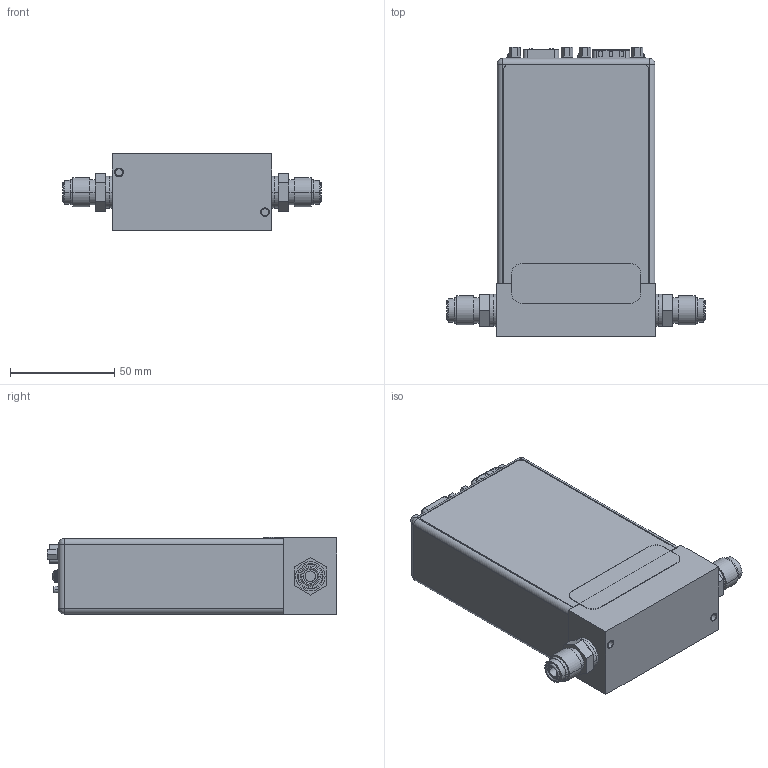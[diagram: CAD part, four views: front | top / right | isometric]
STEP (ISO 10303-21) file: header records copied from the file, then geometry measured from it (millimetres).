
FILE_DESCRIPTION((''),'2;1');
FILE_NAME('1040814_PROFIBUS_DUMMY_ASM','2012-10-04T',('cockrofm'),('MKS Instruments, Inc.'),'PRO/ENGINEER BY PARAMETRIC TECHNOLOGY CORPORATION, 2009060','PRO/ENGINEER BY PARAMETRIC TECHNOLOGY CORPORATION, 2009060','');
FILE_SCHEMA(('CONFIG_CONTROL_DESIGN'));
Length unit declared in the file: inch
Products named in the file (28): 118253_SOLID_DUMMY; 116407-P1; 1042639-001_FRT; 1046362_PWB; 110-8017_CONN-2POS-SINGLE; 110-0187-3-PIN-HEADER; 1003675_SWITCH; 1003544_LED; 1007235_CONN_RJ45; 072-8550_MJTP1236E; 110-0883_10-PIN_HEADER; 1046363_MAIN_PWR-BD_ASM; 1046426_PWB_BOARD; SQT-PIN; SQT-PIN_AF0; SQT-CASE_AF0; SQT-PIN_AF1; SQT-125-01-X-S-RA_ANY_ASM_AF0_ASM; SQT-110-01-RA_ASM; 1032580_CONN-DSUB-9POS-FEM; 171-009-113; 1046427_CCA_ASSY_ASM; 122676; 1046371_ENCLOSURE_PROFIBUS; 1016309-003; 1011702-002_4-40_PAN-HD-SEMS; 1048494_REAR_LABEL; 1040814_PROFIBUS_DUMMY_ASM
Assembly tree (43 placements, depth 5):
  1040814_PROFIBUS_DUMMY_ASM
    118253_SOLID_DUMMY
    116407-P1  x2
    1042639-001_FRT
    1046363_MAIN_PWR-BD_ASM
      1046362_PWB
      110-8017_CONN-2POS-SINGLE
      110-0187-3-PIN-HEADER
      1003675_SWITCH  x2
      1003544_LED  x2
      1007235_CONN_RJ45
      072-8550_MJTP1236E
      110-0883_10-PIN_HEADER
    1046427_CCA_ASSY_ASM
      1046426_PWB_BOARD
      SQT-110-01-RA_ASM
        SQT-125-01-X-S-RA_ANY_ASM_AF0_ASM
          SQT-PIN  x10
          SQT-PIN_AF0
          SQT-CASE_AF0
          SQT-PIN_AF1
      1032580_CONN-DSUB-9POS-FEM
      171-009-113
    122676
    1046371_ENCLOSURE_PROFIBUS
    1016309-003  x4
    1011702-002_4-40_PAN-HD-SEMS  x2
    1048494_REAR_LABEL
Bounding box: 123.95 x 138.73 x 37.08 mm (x, y, z)
Volume: 116745.6 mm3; surface area: 122112.8 mm2
Topology: 37 solids, 43 shells, 2497 faces, 6359 edges, 4113 vertices
Faces by surface type: plane 1706, cylinder 587, torus 50, bspline 50, extrusion 48, cone 40, sphere 16
Entity records: 57661 total; most frequent: CARTESIAN_POINT 12303, ORIENTED_EDGE 9208, DIRECTION 9139, EDGE_CURVE 4610, VECTOR 3599, LINE 3551, VERTEX_POINT 2977, AXIS2_PLACEMENT_3D 2770
